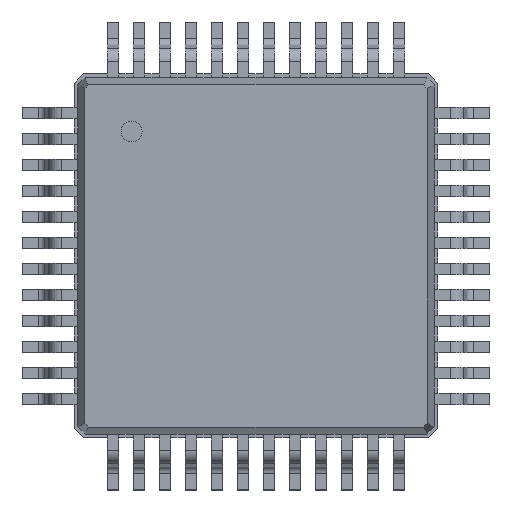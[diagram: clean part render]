
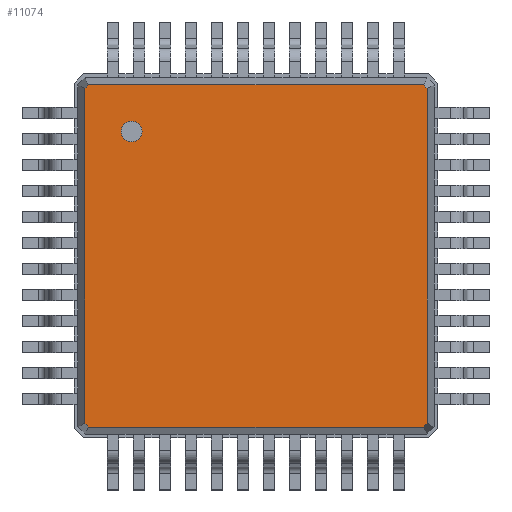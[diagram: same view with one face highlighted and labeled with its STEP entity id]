
A CAD part, top view. The second image highlights one B-rep face of the part: STEP entity #11074.
In plain terms, the highlighted planar face has unit normal (0, 0, 1).
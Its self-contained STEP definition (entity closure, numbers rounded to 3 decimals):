
#13=DIRECTION('',(0.,0.,1.));
#27=VECTOR('',#28,1.);
#28=DIRECTION('',(1.,0.,0.));
#147=VECTOR('',#148,1.);
#148=DIRECTION('',(0.707,-0.707,0.));
#154=VECTOR('',#155,1.);
#155=DIRECTION('',(0.,-1.,0.));
#161=VECTOR('',#162,1.);
#162=DIRECTION('',(-0.707,-0.707,0.));
#168=VECTOR('',#169,1.);
#169=DIRECTION('',(-1.,0.,0.));
#175=VECTOR('',#176,1.);
#176=DIRECTION('',(-0.707,0.707,0.));
#182=VECTOR('',#183,1.);
#183=DIRECTION('',(0.,1.,0.));
#187=VECTOR('',#188,1.);
#188=DIRECTION('',(0.707,0.707,0.));
#4497=VERTEX_POINT('',#4498);
#4498=CARTESIAN_POINT('',(-3.292,3.221,1.5));
#4500=ORIENTED_EDGE('',*,*,#4501,.F.);
#4501=EDGE_CURVE('',#4502,#4497,#4504,.T.);
#4502=VERTEX_POINT('',#4503);
#4503=CARTESIAN_POINT('',(-3.292,-3.221,1.5));
#4504=LINE('',#4503,#182);
#4515=VERTEX_POINT('',#4516);
#4516=CARTESIAN_POINT('',(-3.221,3.292,1.5));
#4518=ORIENTED_EDGE('',*,*,#4519,.F.);
#4519=EDGE_CURVE('',#4497,#4515,#4520,.T.);
#4520=LINE('',#4498,#187);
#4565=VERTEX_POINT('',#4566);
#4566=CARTESIAN_POINT('',(3.221,3.292,1.5));
#4568=ORIENTED_EDGE('',*,*,#4569,.F.);
#4569=EDGE_CURVE('',#4515,#4565,#4570,.T.);
#4570=LINE('',#4516,#27);
#5661=VERTEX_POINT('',#5662);
#5662=CARTESIAN_POINT('',(3.292,3.221,1.5));
#5664=ORIENTED_EDGE('',*,*,#5665,.F.);
#5665=EDGE_CURVE('',#4565,#5661,#5666,.T.);
#5666=LINE('',#4566,#147);
#5771=VERTEX_POINT('',#5772);
#5772=CARTESIAN_POINT('',(3.292,-3.221,1.5));
#5774=ORIENTED_EDGE('',*,*,#5775,.F.);
#5775=EDGE_CURVE('',#5661,#5771,#5776,.T.);
#5776=LINE('',#5662,#154);
#11074=ADVANCED_FACE('',(#11075,#11090),#11100,.T.);
#11075=FACE_BOUND('',#11076,.T.);
#11076=EDGE_LOOP('',(#4568,#4518,#4500,#11077,#11082,#11087,#5774,#5664));
#11077=ORIENTED_EDGE('',*,*,#11078,.F.);
#11078=EDGE_CURVE('',#11079,#4502,#11081,.T.);
#11079=VERTEX_POINT('',#11080);
#11080=CARTESIAN_POINT('',(-3.221,-3.292,1.5));
#11081=LINE('',#11080,#175);
#11082=ORIENTED_EDGE('',*,*,#11083,.F.);
#11083=EDGE_CURVE('',#11084,#11079,#11086,.T.);
#11084=VERTEX_POINT('',#11085);
#11085=CARTESIAN_POINT('',(3.221,-3.292,1.5));
#11086=LINE('',#11085,#168);
#11087=ORIENTED_EDGE('',*,*,#11088,.F.);
#11088=EDGE_CURVE('',#5771,#11084,#11089,.T.);
#11089=LINE('',#5772,#161);
#11090=FACE_BOUND('',#11091,.T.);
#11091=EDGE_LOOP('',(#11092));
#11092=ORIENTED_EDGE('',*,*,#11093,.T.);
#11093=EDGE_CURVE('',#11094,#11094,#11096,.T.);
#11094=VERTEX_POINT('',#11095);
#11095=CARTESIAN_POINT('',(-2.392,2.192,1.5));
#11096=CIRCLE('',#11097,0.2);
#11097=AXIS2_PLACEMENT_3D('',#11098,#11099,#155);
#11098=CARTESIAN_POINT('',(-2.392,2.392,1.5));
#11099=DIRECTION('',(0.,-0.,-1.));
#11100=PLANE('',#11101);
#11101=AXIS2_PLACEMENT_3D('',#4516,#13,#11102);
#11102=DIRECTION('',(0.699,-0.715,0.));
